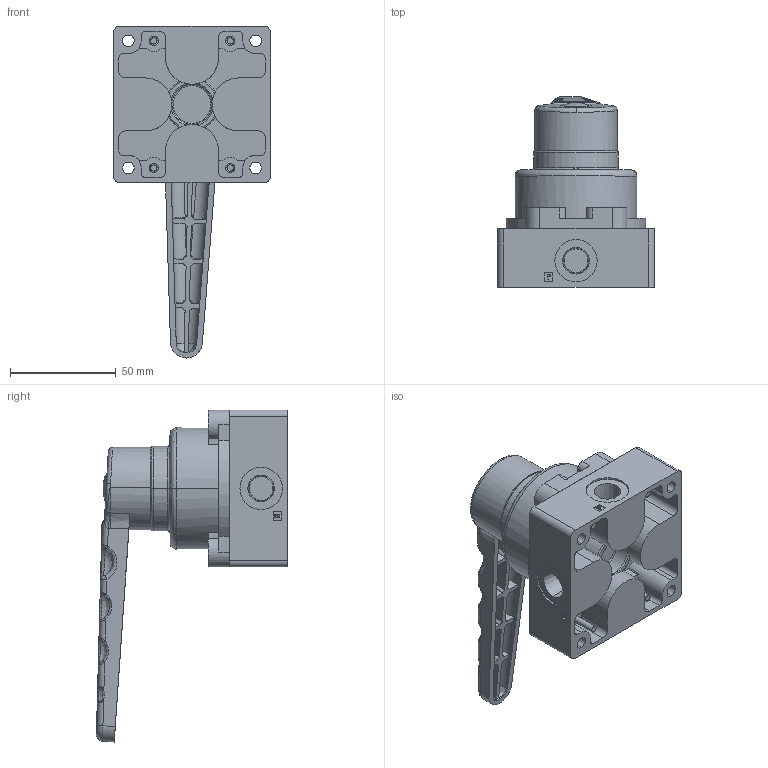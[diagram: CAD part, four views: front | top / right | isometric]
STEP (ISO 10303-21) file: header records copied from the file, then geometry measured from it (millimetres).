
FILE_DESCRIPTION (( 'STEP AP203' ), '1' );
FILE_NAME ('HV400.step', '2017-03-07T18:52:19', ( '' ), ( '' ), 'SwSTEP 2.0', 'SolidWorks 2016', '' );
FILE_SCHEMA (( 'CONFIG_CONTROL_DESIGN' ));
Length unit declared in the file: millimetre
Products named in the file (1): HV400
Bounding box: 74 x 90.25 x 156.65 mm (x, y, z)
Volume: 226012.7 mm3; surface area: 65249.6 mm2
Topology: 8 solids, 8 shells, 710 faces, 1873 edges, 1216 vertices
Faces by surface type: plane 340, cylinder 211, bspline 143, cone 16
Entity records: 29837 total; most frequent: CARTESIAN_POINT 13112, ORIENTED_EDGE 3722, DIRECTION 3123, EDGE_CURVE 1861, VERTEX_POINT 1216, AXIS2_PLACEMENT_3D 1080, LINE 963, VECTOR 963
